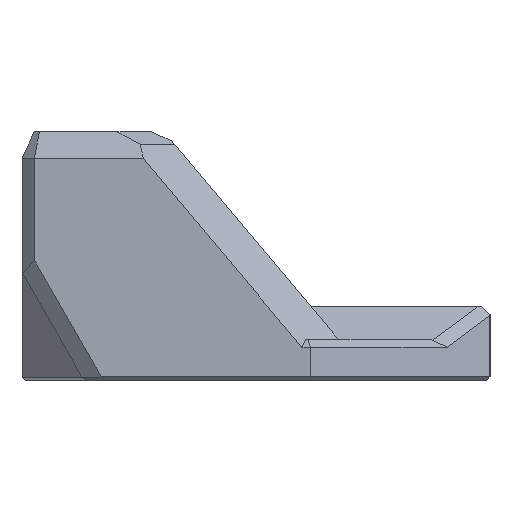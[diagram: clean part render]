
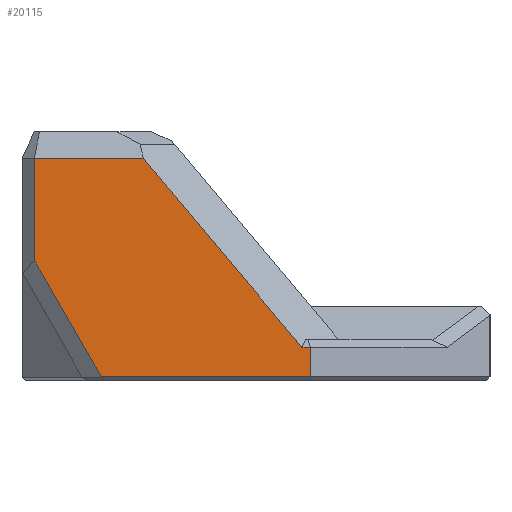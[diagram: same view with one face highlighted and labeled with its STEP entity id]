
A CAD part, left-side view. The second image highlights one B-rep face of the part: STEP entity #20115.
In plain terms, the highlighted planar face has unit normal (-1, 0, 0).
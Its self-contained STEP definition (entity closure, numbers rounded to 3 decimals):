
#539=PLANE('',#20973);
#1229=FACE_OUTER_BOUND('',#2396,.T.);
#2396=EDGE_LOOP('',(#15241,#15242,#15243,#15244,#15245,#15246,#15247));
#3721=LINE('',#32524,#5339);
#3749=LINE('',#32582,#5367);
#3751=LINE('',#32586,#5369);
#3752=LINE('',#32588,#5370);
#3753=LINE('',#32590,#5371);
#3754=LINE('',#32592,#5372);
#3755=LINE('',#32593,#5373);
#5339=VECTOR('',#22354,10.);
#5367=VECTOR('',#22404,10.);
#5369=VECTOR('',#22408,10.);
#5370=VECTOR('',#22409,10.);
#5371=VECTOR('',#22410,10.);
#5372=VECTOR('',#22411,10.);
#5373=VECTOR('',#22412,10.);
#8498=VERTEX_POINT('',#32521);
#8499=VERTEX_POINT('',#32523);
#8518=VERTEX_POINT('',#32581);
#8519=VERTEX_POINT('',#32585);
#8520=VERTEX_POINT('',#32587);
#8521=VERTEX_POINT('',#32589);
#8522=VERTEX_POINT('',#32591);
#10911=EDGE_CURVE('',#8498,#8499,#3721,.T.);
#10940=EDGE_CURVE('',#8499,#8518,#3749,.T.);
#10942=EDGE_CURVE('',#8498,#8519,#3751,.T.);
#10943=EDGE_CURVE('',#8520,#8519,#3752,.T.);
#10944=EDGE_CURVE('',#8521,#8520,#3753,.T.);
#10945=EDGE_CURVE('',#8522,#8521,#3754,.T.);
#10946=EDGE_CURVE('',#8518,#8522,#3755,.T.);
#15241=ORIENTED_EDGE('',*,*,#10911,.F.);
#15242=ORIENTED_EDGE('',*,*,#10942,.T.);
#15243=ORIENTED_EDGE('',*,*,#10943,.F.);
#15244=ORIENTED_EDGE('',*,*,#10944,.F.);
#15245=ORIENTED_EDGE('',*,*,#10945,.F.);
#15246=ORIENTED_EDGE('',*,*,#10946,.F.);
#15247=ORIENTED_EDGE('',*,*,#10940,.F.);
#20115=ADVANCED_FACE('',(#1229),#539,.T.);
#20973=AXIS2_PLACEMENT_3D('',#32584,#22406,#22407);
#22354=DIRECTION('',(0.,1.,0.));
#22404=DIRECTION('',(0.,0.497,0.868));
#22406=DIRECTION('center_axis',(-1.,0.,0.));
#22407=DIRECTION('ref_axis',(0.,-1.,0.));
#22408=DIRECTION('',(0.,0.,1.));
#22409=DIRECTION('',(0.,-1.,0.));
#22410=DIRECTION('',(0.,-0.643,-0.766));
#22411=DIRECTION('',(0.,-1.,0.));
#22412=DIRECTION('',(0.,0.,1.));
#32521=CARTESIAN_POINT('',(-75.07,-5.,0.4));
#32523=CARTESIAN_POINT('',(-75.07,20.376,0.4));
#32524=CARTESIAN_POINT('',(-75.07,15.8,0.4));
#32581=CARTESIAN_POINT('',(-75.07,28.5,14.593));
#32582=CARTESIAN_POINT('',(-75.07,19.859,-0.504));
#32584=CARTESIAN_POINT('Origin',(-75.07,30.,0.));
#32585=CARTESIAN_POINT('',(-75.07,-5.,4.));
#32586=CARTESIAN_POINT('',(-75.07,-5.,0.));
#32587=CARTESIAN_POINT('',(-75.07,-3.974,4.));
#32588=CARTESIAN_POINT('',(-75.07,7.05,4.));
#32589=CARTESIAN_POINT('',(-75.07,15.269,26.933));
#32590=CARTESIAN_POINT('',(-75.07,0.186,8.958));
#32591=CARTESIAN_POINT('',(-75.07,28.5,26.933));
#32592=CARTESIAN_POINT('',(-75.07,21.25,26.933));
#32593=CARTESIAN_POINT('',(-75.07,28.5,0.));
